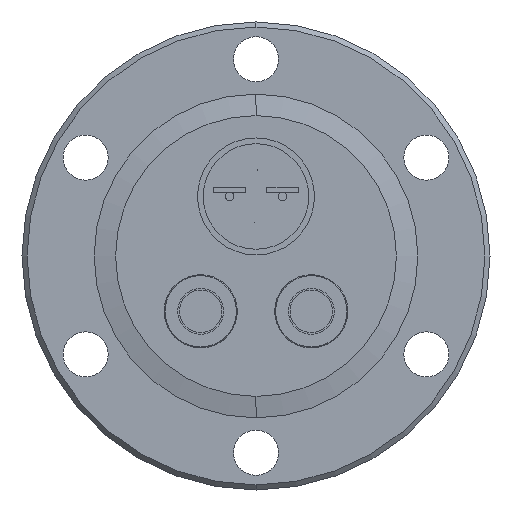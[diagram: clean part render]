
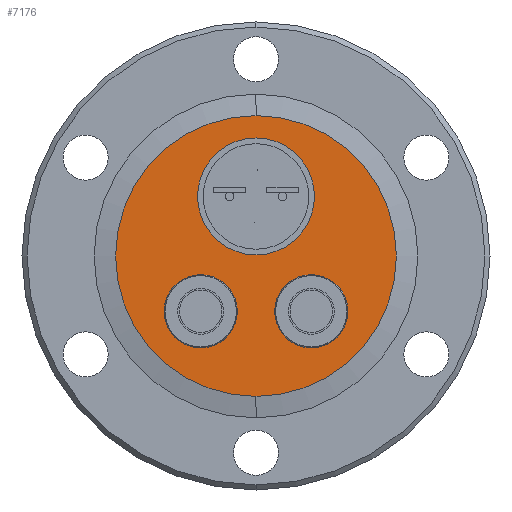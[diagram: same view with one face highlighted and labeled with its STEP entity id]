
A CAD part, front view. The second image highlights one B-rep face of the part: STEP entity #7176.
In plain terms, the highlighted planar face has unit normal (0, -1, 0).
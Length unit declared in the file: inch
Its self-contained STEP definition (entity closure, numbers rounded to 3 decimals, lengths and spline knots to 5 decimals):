
#162 = VERTEX_POINT ( 'NONE', #7055 ) ;
#163 = VERTEX_POINT ( 'NONE', #7050 ) ;
#166 = VERTEX_POINT ( 'NONE', #7057 ) ;
#167 = VERTEX_POINT ( 'NONE', #7054 ) ;
#1138 = CARTESIAN_POINT ( 'NONE',  ( 0.325, 0.72412, -0.325 ) ) ;
#1140 = DIRECTION ( 'NONE',  ( 0., -1., 0. ) ) ;
#1142 = DIRECTION ( 'NONE',  ( 0., 0., 1. ) ) ;
#2031 = CARTESIAN_POINT ( 'NONE',  ( 0.325, 0.72412, -0.54 ) ) ;
#2032 = CARTESIAN_POINT ( 'NONE',  ( 0.325, 0.72412, -0.11 ) ) ;
#2237 = CIRCLE ( 'NONE', #6906, 0.215 ) ;
#2240 = CIRCLE ( 'NONE', #6996, 0.215 ) ;
#2251 = CIRCLE ( 'NONE', #6887, 0.3435 ) ;
#2875 = VERTEX_POINT ( 'NONE', #2031 ) ;
#2876 = VERTEX_POINT ( 'NONE', #2032 ) ;
#3139 = FACE_OUTER_BOUND ( 'NONE', #4991, .T. ) ;
#3141 = FACE_BOUND ( 'NONE', #4990, .T. ) ;
#3143 = FACE_BOUND ( 'NONE', #6738, .T. ) ;
#3144 = FACE_BOUND ( 'NONE', #6741, .T. ) ;
#3843 = CARTESIAN_POINT ( 'NONE',  ( -0.325, 0.72412, -0.325 ) ) ;
#3844 = DIRECTION ( 'NONE',  ( 0., -1., 0. ) ) ;
#3845 = DIRECTION ( 'NONE',  ( 0., 0., 1. ) ) ;
#4026 = DIRECTION ( 'NONE',  ( 0., 1., 0. ) ) ;
#4030 = CARTESIAN_POINT ( 'NONE',  ( 0., 0.72412, 0.0065 ) ) ;
#4031 = PLANE ( 'NONE',  #6717 ) ;
#4032 = DIRECTION ( 'NONE',  ( 1., 0., 0. ) ) ;
#4415 = CARTESIAN_POINT ( 'NONE',  ( 0., 0.72412, -0.825 ) ) ;
#4541 = CARTESIAN_POINT ( 'NONE',  ( 0., 0.72412, 0.825 ) ) ;
#4680 = VERTEX_POINT ( 'NONE', #4415 ) ;
#4773 = VERTEX_POINT ( 'NONE', #4541 ) ;
#4990 = EDGE_LOOP ( 'NONE', ( #7225, #7226 ) ) ;
#4991 = EDGE_LOOP ( 'NONE', ( #7229, #7230 ) ) ;
#6152 = EDGE_CURVE ( 'NONE', #163, #162, #2237, .T. ) ;
#6160 = EDGE_CURVE ( 'NONE', #2875, #2876, #2240, .T. ) ;
#6165 = EDGE_CURVE ( 'NONE', #166, #167, #2251, .T. ) ;
#6284 = EDGE_CURVE ( 'NONE', #2876, #2875, #7550, .T. ) ;
#6301 = EDGE_CURVE ( 'NONE', #4773, #4680, #7592, .T. ) ;
#6334 = EDGE_CURVE ( 'NONE', #167, #166, #7694, .T. ) ;
#6336 = EDGE_CURVE ( 'NONE', #4680, #4773, #7684, .T. ) ;
#6457 = EDGE_CURVE ( 'NONE', #162, #163, #7865, .T. ) ;
#6477 = CARTESIAN_POINT ( 'NONE',  ( 0., 0.72412, 0. ) ) ;
#6478 = DIRECTION ( 'NONE',  ( 0., -1., 0. ) ) ;
#6479 = DIRECTION ( 'NONE',  ( 0., 0., 1. ) ) ;
#6556 = CARTESIAN_POINT ( 'NONE',  ( 0., 0.72412, 0.35 ) ) ;
#6557 = DIRECTION ( 'NONE',  ( 0., -1., 0. ) ) ;
#6558 = DIRECTION ( 'NONE',  ( 1., 0., 0. ) ) ;
#6559 = CARTESIAN_POINT ( 'NONE',  ( 0., 0.72412, 0. ) ) ;
#6560 = DIRECTION ( 'NONE',  ( 0., -1., 0. ) ) ;
#6561 = DIRECTION ( 'NONE',  ( 0., 0., 1. ) ) ;
#6713 = AXIS2_PLACEMENT_3D ( 'NONE', #3843, #3844, #3845 ) ;
#6717 = AXIS2_PLACEMENT_3D ( 'NONE', #4030, #4026, #4032 ) ;
#6738 = EDGE_LOOP ( 'NONE', ( #7231, #7232 ) ) ;
#6741 = EDGE_LOOP ( 'NONE', ( #7227, #7228 ) ) ;
#6887 = AXIS2_PLACEMENT_3D ( 'NONE', #7990, #7991, #7992 ) ;
#6906 = AXIS2_PLACEMENT_3D ( 'NONE', #7970, #7971, #7972 ) ;
#6996 = AXIS2_PLACEMENT_3D ( 'NONE', #7977, #7978, #7979 ) ;
#7050 = CARTESIAN_POINT ( 'NONE',  ( -0.325, 0.72412, -0.54 ) ) ;
#7054 = CARTESIAN_POINT ( 'NONE',  ( -0.3435, 0.72412, 0.35 ) ) ;
#7055 = CARTESIAN_POINT ( 'NONE',  ( -0.325, 0.72412, -0.11 ) ) ;
#7057 = CARTESIAN_POINT ( 'NONE',  ( 0.3435, 0.72412, 0.35 ) ) ;
#7176 = ADVANCED_FACE ( 'NONE', ( #3141, #3144, #3139, #3143 ), #4031, .F. ) ;
#7225 = ORIENTED_EDGE ( 'NONE', *, *, #6457, .F. ) ;
#7226 = ORIENTED_EDGE ( 'NONE', *, *, #6152, .F. ) ;
#7227 = ORIENTED_EDGE ( 'NONE', *, *, #6284, .F. ) ;
#7228 = ORIENTED_EDGE ( 'NONE', *, *, #6160, .F. ) ;
#7229 = ORIENTED_EDGE ( 'NONE', *, *, #6301, .T. ) ;
#7230 = ORIENTED_EDGE ( 'NONE', *, *, #6336, .T. ) ;
#7231 = ORIENTED_EDGE ( 'NONE', *, *, #6165, .F. ) ;
#7232 = ORIENTED_EDGE ( 'NONE', *, *, #6334, .F. ) ;
#7550 = CIRCLE ( 'NONE', #8212, 0.215 ) ;
#7592 = CIRCLE ( 'NONE', #8247, 0.825 ) ;
#7684 = CIRCLE ( 'NONE', #8265, 0.825 ) ;
#7694 = CIRCLE ( 'NONE', #8298, 0.3435 ) ;
#7865 = CIRCLE ( 'NONE', #6713, 0.215 ) ;
#7970 = CARTESIAN_POINT ( 'NONE',  ( -0.325, 0.72412, -0.325 ) ) ;
#7971 = DIRECTION ( 'NONE',  ( 0., -1., 0. ) ) ;
#7972 = DIRECTION ( 'NONE',  ( 0., 0., 1. ) ) ;
#7977 = CARTESIAN_POINT ( 'NONE',  ( 0.325, 0.72412, -0.325 ) ) ;
#7978 = DIRECTION ( 'NONE',  ( 0., -1., 0. ) ) ;
#7979 = DIRECTION ( 'NONE',  ( 0., 0., 1. ) ) ;
#7990 = CARTESIAN_POINT ( 'NONE',  ( 0., 0.72412, 0.35 ) ) ;
#7991 = DIRECTION ( 'NONE',  ( 0., -1., 0. ) ) ;
#7992 = DIRECTION ( 'NONE',  ( 1., 0., 0. ) ) ;
#8212 = AXIS2_PLACEMENT_3D ( 'NONE', #1138, #1140, #1142 ) ;
#8247 = AXIS2_PLACEMENT_3D ( 'NONE', #6477, #6478, #6479 ) ;
#8265 = AXIS2_PLACEMENT_3D ( 'NONE', #6559, #6560, #6561 ) ;
#8298 = AXIS2_PLACEMENT_3D ( 'NONE', #6556, #6557, #6558 ) ;
